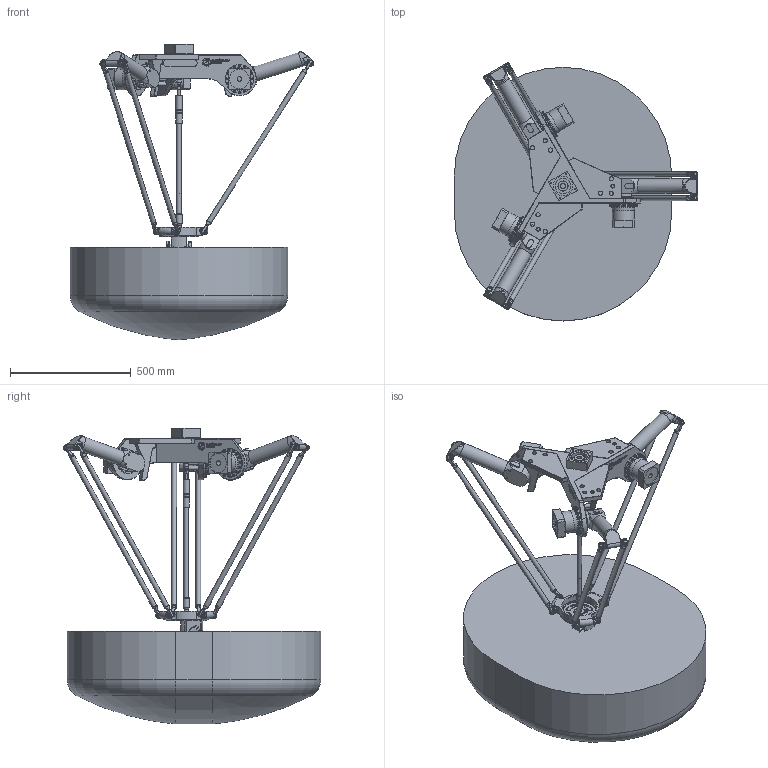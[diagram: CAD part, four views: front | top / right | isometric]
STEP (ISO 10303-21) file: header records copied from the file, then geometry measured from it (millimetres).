
FILE_DESCRIPTION(/* description */ (''),/* implementation_level */ '2;1');
FILE_NAME(/* name */ '3D-model_A_00882.stp',/* time_stamp */ '2022-07-04T08:35:26+02:00',/* author */ ('michael.schutter'),/* organization */ ('Majatronic'),/* preprocessor_version */ 'ST-DEVELOPER v16.5',/* originating_system */ 'Autodesk Inventor 2017',/* authorisation */ '');
FILE_SCHEMA (('AUTOMOTIVE_DESIGN { 1 0 10303 214 3 1 1 }'));
Products named in the file (11): A_00882_DUMMY; MT_BGR00021647MT_BGR; MT_WST00068528MT_WST; MT_WST00046397MT_WST; MT_WST00054194MT_WST; MT_WST00060712MT_WST; MT_WST00112240 Werkzeugträger_DUMMY; MT_WST00031699MT_WST; MT_WST00068530MT_WST; MT_WST00068531MT_WST; MT_WST00112236 Arbeitsbereich
Assembly tree (24 placements, depth 3):
  A_00882_DUMMY
    MT_BGR00021647MT_BGR
      MT_WST00068528MT_WST
      MT_WST00046397MT_WST  x3
    MT_WST00054194MT_WST  x3
    MT_WST00060712MT_WST  x6
    MT_WST00112240 Werkzeugträger_DUMMY
    MT_WST00031699MT_WST  x6
    MT_WST00068530MT_WST
    MT_WST00068531MT_WST
    MT_WST00112236 Arbeitsbereich
Bounding box: 1007.55 x 1066.91 x 1223.33 mm (x, y, z)
Volume: 254955140.9 mm3; surface area: 3973312 mm2
Topology: 23 solids, 30 shells, 3093 faces, 7151 edges, 4475 vertices
Faces by surface type: plane 1693, cylinder 882, cone 307, torus 109, bspline 98, sphere 4
Full cylindrical faces by diameter (mm): 4 x4, 4.134 x2, 4.917 x17, 5 x2, 6 x41, 6.6 x4, 8 x37, 8.5 x96, 10 x13, 11 x3, 12 x22, 15 x3, 16 x24, 17.5 x9, 18 x28, 19 x5, 20 x18, 25 x2, 27 x2, 28 x3, 31.5 x3, 40 x1, 42 x1, 45 x1, 60 x3, 63 x6, 65 x1, 67 x3, 68.87 x3, 80 x2
Entity records: 61379 total; most frequent: CARTESIAN_POINT 17274, DIRECTION 9067, ORIENTED_EDGE 8168, EDGE_CURVE 4084, AXIS2_PLACEMENT_3D 3294, VERTEX_POINT 2753, EDGE_LOOP 2531, LINE 2479
